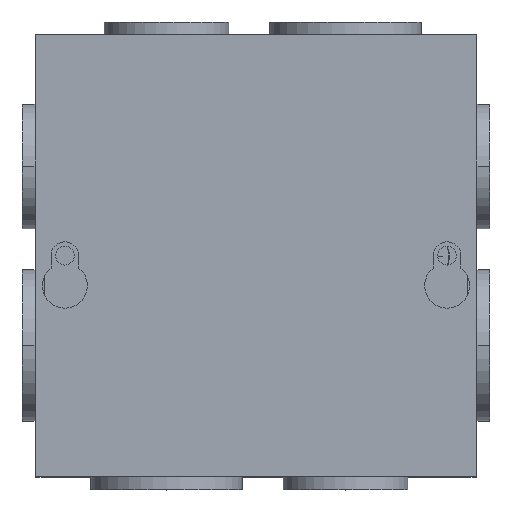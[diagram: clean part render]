
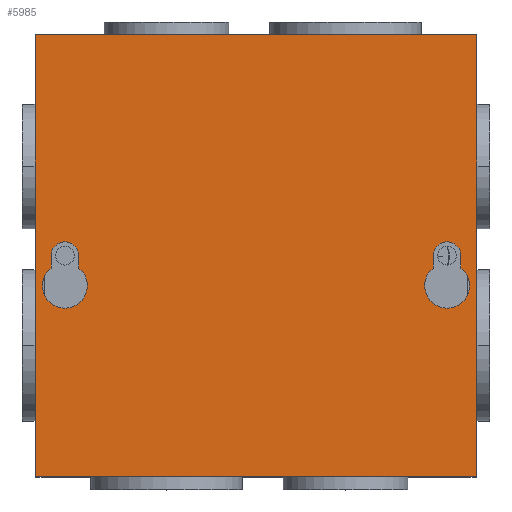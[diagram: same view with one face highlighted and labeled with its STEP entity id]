
A CAD part, top view. The second image highlights one B-rep face of the part: STEP entity #5985.
In plain terms, the highlighted planar face has unit normal (0, 0, 1).
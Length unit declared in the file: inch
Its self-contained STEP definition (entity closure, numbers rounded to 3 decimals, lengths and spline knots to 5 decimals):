
#5 = VERTEX_POINT ( 'NONE', #799 ) ;
#104 = CARTESIAN_POINT ( 'NONE',  ( -2., -2., 3.057 ) ) ;
#153 = CIRCLE ( 'NONE', #6113, 0.203 ) ;
#231 = DIRECTION ( 'NONE',  ( 0., 0., -1. ) ) ;
#234 = EDGE_CURVE ( 'NONE', #8678, #4280, #6272, .T. ) ;
#287 = CARTESIAN_POINT ( 'NONE',  ( -2., -2., 3.057 ) ) ;
#310 = CIRCLE ( 'NONE', #6862, 0.203 ) ;
#353 = CARTESIAN_POINT ( 'NONE',  ( 2., -2., 3.057 ) ) ;
#429 = AXIS2_PLACEMENT_3D ( 'NONE', #1989, #6188, #8977 ) ;
#443 = DIRECTION ( 'NONE',  ( 0., 1., 0. ) ) ;
#470 = VERTEX_POINT ( 'NONE', #104 ) ;
#499 = FACE_OUTER_BOUND ( 'NONE', #3317, .T. ) ;
#604 = DIRECTION ( 'NONE',  ( 0., -1., 0. ) ) ;
#632 = DIRECTION ( 'NONE',  ( 1., 0., 0. ) ) ;
#679 = EDGE_CURVE ( 'NONE', #3706, #6575, #2692, .T. ) ;
#799 = CARTESIAN_POINT ( 'NONE',  ( 1.855, 0., 3.057 ) ) ;
#893 = CIRCLE ( 'NONE', #8328, 0.203 ) ;
#1080 = VERTEX_POINT ( 'NONE', #8382 ) ;
#1087 = CARTESIAN_POINT ( 'NONE',  ( 1.855, -0.11205, 3.057 ) ) ;
#1092 = EDGE_CURVE ( 'NONE', #6575, #6185, #6082, .T. ) ;
#1168 = CARTESIAN_POINT ( 'NONE',  ( -1.855, -0.11205, 3.057 ) ) ;
#1220 = PLANE ( 'NONE',  #5344 ) ;
#1285 = EDGE_CURVE ( 'NONE', #7367, #6716, #4682, .T. ) ;
#1408 = ORIENTED_EDGE ( 'NONE', *, *, #4948, .T. ) ;
#1541 = ORIENTED_EDGE ( 'NONE', *, *, #6676, .T. ) ;
#1549 = ORIENTED_EDGE ( 'NONE', *, *, #5677, .T. ) ;
#1583 = VECTOR ( 'NONE', #7430, 39.37008 ) ;
#1608 = LINE ( 'NONE', #8368, #6519 ) ;
#1672 = DIRECTION ( 'NONE',  ( 1., 0., 0. ) ) ;
#1694 = EDGE_LOOP ( 'NONE', ( #1408, #3085, #1549, #3900, #6292, #7040 ) ) ;
#1719 = VECTOR ( 'NONE', #7861, 39.37008 ) ;
#1721 = AXIS2_PLACEMENT_3D ( 'NONE', #8702, #3850, #1672 ) ;
#1871 = CARTESIAN_POINT ( 'NONE',  ( 1.527, -0.272, 3.057 ) ) ;
#1989 = CARTESIAN_POINT ( 'NONE',  ( -1.73, -0.272, 3.057 ) ) ;
#2006 = ORIENTED_EDGE ( 'NONE', *, *, #679, .T. ) ;
#2028 = DIRECTION ( 'NONE',  ( 0., 1., 0. ) ) ;
#2091 = EDGE_CURVE ( 'NONE', #5311, #8678, #8021, .T. ) ;
#2296 = EDGE_CURVE ( 'NONE', #2594, #7367, #4629, .T. ) ;
#2325 = VECTOR ( 'NONE', #604, 39.37008 ) ;
#2346 = ORIENTED_EDGE ( 'NONE', *, *, #1285, .T. ) ;
#2428 = CARTESIAN_POINT ( 'NONE',  ( -1.855, 0., 3.057 ) ) ;
#2594 = VERTEX_POINT ( 'NONE', #3099 ) ;
#2611 = DIRECTION ( 'NONE',  ( 0., 0., -1. ) ) ;
#2660 = ORIENTED_EDGE ( 'NONE', *, *, #2296, .T. ) ;
#2692 = LINE ( 'NONE', #6064, #3745 ) ;
#2756 = EDGE_CURVE ( 'NONE', #1080, #7912, #153, .T. ) ;
#2814 = CARTESIAN_POINT ( 'NONE',  ( -1.605, 0., 3.057 ) ) ;
#2861 = CIRCLE ( 'NONE', #5484, 0.203 ) ;
#3085 = ORIENTED_EDGE ( 'NONE', *, *, #2756, .T. ) ;
#3099 = CARTESIAN_POINT ( 'NONE',  ( 2., -2., 3.057 ) ) ;
#3118 = ORIENTED_EDGE ( 'NONE', *, *, #5496, .T. ) ;
#3125 = CARTESIAN_POINT ( 'NONE',  ( 1.73, -0.272, 3.057 ) ) ;
#3282 = CARTESIAN_POINT ( 'NONE',  ( -2., -2., 3.057 ) ) ;
#3302 = CIRCLE ( 'NONE', #6226, 0.125 ) ;
#3317 = EDGE_LOOP ( 'NONE', ( #2660, #2346, #3118, #1541 ) ) ;
#3358 = ORIENTED_EDGE ( 'NONE', *, *, #1092, .T. ) ;
#3393 = CARTESIAN_POINT ( 'NONE',  ( -2., 2., 3.057 ) ) ;
#3408 = CARTESIAN_POINT ( 'NONE',  ( 1.73, 0., 3.057 ) ) ;
#3431 = DIRECTION ( 'NONE',  ( -1., 0., 0. ) ) ;
#3461 = ORIENTED_EDGE ( 'NONE', *, *, #234, .T. ) ;
#3492 = CIRCLE ( 'NONE', #6560, 0.125 ) ;
#3516 = VERTEX_POINT ( 'NONE', #1087 ) ;
#3526 = EDGE_CURVE ( 'NONE', #6185, #5311, #893, .T. ) ;
#3706 = VERTEX_POINT ( 'NONE', #2814 ) ;
#3745 = VECTOR ( 'NONE', #8865, 39.37008 ) ;
#3758 = VERTEX_POINT ( 'NONE', #8346 ) ;
#3811 = DIRECTION ( 'NONE',  ( 1., 0., 0. ) ) ;
#3846 = DIRECTION ( 'NONE',  ( 0., 0., -1. ) ) ;
#3850 = DIRECTION ( 'NONE',  ( 0., 0., -1. ) ) ;
#3872 = CARTESIAN_POINT ( 'NONE',  ( -2., 2., 3.057 ) ) ;
#3900 = ORIENTED_EDGE ( 'NONE', *, *, #7666, .T. ) ;
#3994 = CARTESIAN_POINT ( 'NONE',  ( 1.855, -2., 3.057 ) ) ;
#4001 = FACE_BOUND ( 'NONE', #7785, .T. ) ;
#4279 = DIRECTION ( 'NONE',  ( 0., 0., -1. ) ) ;
#4280 = VERTEX_POINT ( 'NONE', #2428 ) ;
#4404 = ORIENTED_EDGE ( 'NONE', *, *, #4563, .T. ) ;
#4476 = CARTESIAN_POINT ( 'NONE',  ( -1.605, -0.11205, 3.057 ) ) ;
#4560 = DIRECTION ( 'NONE',  ( 0., 0., -1. ) ) ;
#4563 = EDGE_CURVE ( 'NONE', #4280, #3706, #3492, .T. ) ;
#4629 = LINE ( 'NONE', #353, #5087 ) ;
#4682 = LINE ( 'NONE', #3393, #5216 ) ;
#4734 = DIRECTION ( 'NONE',  ( 1., 0., 0. ) ) ;
#4948 = EDGE_CURVE ( 'NONE', #3516, #1080, #310, .T. ) ;
#5016 = CARTESIAN_POINT ( 'NONE',  ( 1.73, -0.272, 3.057 ) ) ;
#5087 = VECTOR ( 'NONE', #443, 39.37008 ) ;
#5216 = VECTOR ( 'NONE', #3431, 39.37008 ) ;
#5287 = CARTESIAN_POINT ( 'NONE',  ( -1.73, -0.272, 3.057 ) ) ;
#5307 = ORIENTED_EDGE ( 'NONE', *, *, #2091, .T. ) ;
#5311 = VERTEX_POINT ( 'NONE', #6446 ) ;
#5344 = AXIS2_PLACEMENT_3D ( 'NONE', #6789, #6886, #632 ) ;
#5389 = LINE ( 'NONE', #3282, #2325 ) ;
#5484 = AXIS2_PLACEMENT_3D ( 'NONE', #5016, #231, #6304 ) ;
#5496 = EDGE_CURVE ( 'NONE', #6716, #470, #5389, .T. ) ;
#5583 = CARTESIAN_POINT ( 'NONE',  ( -1.855, -2., 3.057 ) ) ;
#5677 = EDGE_CURVE ( 'NONE', #7912, #7165, #2861, .T. ) ;
#5782 = DIRECTION ( 'NONE',  ( 1., 0., 0. ) ) ;
#5985 = ADVANCED_FACE ( 'NONE', ( #499, #8214, #4001 ), #1220, .T. ) ;
#6002 = EDGE_CURVE ( 'NONE', #3758, #5, #3302, .T. ) ;
#6064 = CARTESIAN_POINT ( 'NONE',  ( -1.605, -2., 3.057 ) ) ;
#6082 = CIRCLE ( 'NONE', #1721, 0.203 ) ;
#6113 = AXIS2_PLACEMENT_3D ( 'NONE', #8324, #2611, #7638 ) ;
#6185 = VERTEX_POINT ( 'NONE', #7371 ) ;
#6188 = DIRECTION ( 'NONE',  ( 0., 0., -1. ) ) ;
#6194 = DIRECTION ( 'NONE',  ( 0., 0., -1. ) ) ;
#6226 = AXIS2_PLACEMENT_3D ( 'NONE', #3408, #6194, #4734 ) ;
#6272 = LINE ( 'NONE', #5583, #6462 ) ;
#6292 = ORIENTED_EDGE ( 'NONE', *, *, #6002, .T. ) ;
#6304 = DIRECTION ( 'NONE',  ( 1., 0., 0. ) ) ;
#6446 = CARTESIAN_POINT ( 'NONE',  ( -1.933, -0.272, 3.057 ) ) ;
#6462 = VECTOR ( 'NONE', #2028, 39.37008 ) ;
#6519 = VECTOR ( 'NONE', #7773, 39.37008 ) ;
#6524 = LINE ( 'NONE', #287, #1719 ) ;
#6560 = AXIS2_PLACEMENT_3D ( 'NONE', #7802, #4279, #5782 ) ;
#6575 = VERTEX_POINT ( 'NONE', #4476 ) ;
#6676 = EDGE_CURVE ( 'NONE', #470, #2594, #6524, .T. ) ;
#6696 = LINE ( 'NONE', #3994, #1583 ) ;
#6716 = VERTEX_POINT ( 'NONE', #3872 ) ;
#6789 = CARTESIAN_POINT ( 'NONE',  ( -2., -2., 3.057 ) ) ;
#6862 = AXIS2_PLACEMENT_3D ( 'NONE', #3125, #3846, #3811 ) ;
#6886 = DIRECTION ( 'NONE',  ( 0., 0., 1. ) ) ;
#7040 = ORIENTED_EDGE ( 'NONE', *, *, #7202, .T. ) ;
#7165 = VERTEX_POINT ( 'NONE', #8041 ) ;
#7202 = EDGE_CURVE ( 'NONE', #5, #3516, #6696, .T. ) ;
#7367 = VERTEX_POINT ( 'NONE', #8246 ) ;
#7371 = CARTESIAN_POINT ( 'NONE',  ( -1.527, -0.272, 3.057 ) ) ;
#7430 = DIRECTION ( 'NONE',  ( 0., -1., 0. ) ) ;
#7638 = DIRECTION ( 'NONE',  ( 1., 0., 0. ) ) ;
#7666 = EDGE_CURVE ( 'NONE', #7165, #3758, #1608, .T. ) ;
#7773 = DIRECTION ( 'NONE',  ( 0., 1., 0. ) ) ;
#7785 = EDGE_LOOP ( 'NONE', ( #3358, #8241, #5307, #3461, #4404, #2006 ) ) ;
#7802 = CARTESIAN_POINT ( 'NONE',  ( -1.73, 0., 3.057 ) ) ;
#7861 = DIRECTION ( 'NONE',  ( 1., 0., 0. ) ) ;
#7912 = VERTEX_POINT ( 'NONE', #1871 ) ;
#8021 = CIRCLE ( 'NONE', #429, 0.203 ) ;
#8041 = CARTESIAN_POINT ( 'NONE',  ( 1.605, -0.11205, 3.057 ) ) ;
#8214 = FACE_BOUND ( 'NONE', #1694, .T. ) ;
#8241 = ORIENTED_EDGE ( 'NONE', *, *, #3526, .T. ) ;
#8246 = CARTESIAN_POINT ( 'NONE',  ( 2., 2., 3.057 ) ) ;
#8324 = CARTESIAN_POINT ( 'NONE',  ( 1.73, -0.272, 3.057 ) ) ;
#8328 = AXIS2_PLACEMENT_3D ( 'NONE', #5287, #4560, #8715 ) ;
#8346 = CARTESIAN_POINT ( 'NONE',  ( 1.605, 0., 3.057 ) ) ;
#8368 = CARTESIAN_POINT ( 'NONE',  ( 1.605, -2., 3.057 ) ) ;
#8382 = CARTESIAN_POINT ( 'NONE',  ( 1.933, -0.272, 3.057 ) ) ;
#8678 = VERTEX_POINT ( 'NONE', #1168 ) ;
#8702 = CARTESIAN_POINT ( 'NONE',  ( -1.73, -0.272, 3.057 ) ) ;
#8715 = DIRECTION ( 'NONE',  ( 1., 0., 0. ) ) ;
#8865 = DIRECTION ( 'NONE',  ( 0., -1., 0. ) ) ;
#8977 = DIRECTION ( 'NONE',  ( 1., 0., 0. ) ) ;
